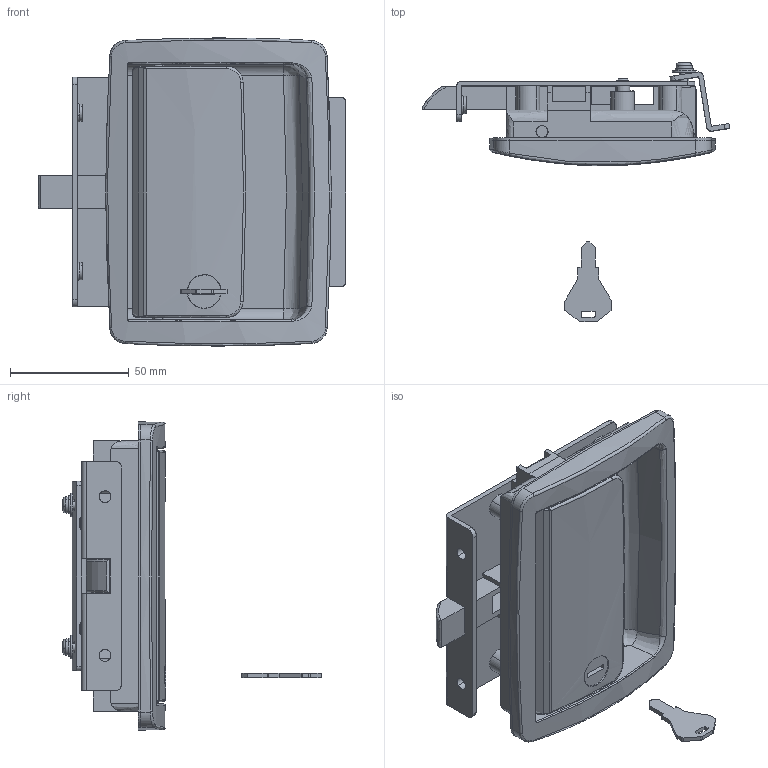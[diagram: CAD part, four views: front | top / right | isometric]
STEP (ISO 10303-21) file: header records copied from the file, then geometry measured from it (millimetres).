
FILE_DESCRIPTION((''),'2;1');
FILE_NAME('','2006-01-17T11:40:00',(''),(''),'','CADfix','');
FILE_SCHEMA(('AUTOMOTIVE_DESIGN'));
Length unit declared in the file: millimetre
Products named in the file (11): screw; shaft; packing; lock; latch; key; handle; bracket_A; bracket; base; THA_433_K_1P_1746_36
Assembly tree (11 placements, depth 2):
  THA_433_K_1P_1746_36
    screw  x2
    shaft
    packing
    lock
    latch
    key
    handle
    bracket_A
    bracket
    base
Bounding box: 129.66 x 109.46 x 130 mm (x, y, z)
Volume: 130061.9 mm3; surface area: 102950.2 mm2
Topology: 11 solids, 11 shells, 547 faces, 1835 edges, 1339 vertices
Faces by surface type: bspline 547
Entity records: 24985 total; most frequent: CARTESIAN_POINT 14665, ORIENTED_EDGE 3422, EDGE_CURVE 1711, VERTEX_POINT 1247, B_SPLINE_CURVE_WITH_KNOTS 868, QUASI_UNIFORM_CURVE 823, EDGE_LOOP 580, FACE_OUTER_BOUND 511
